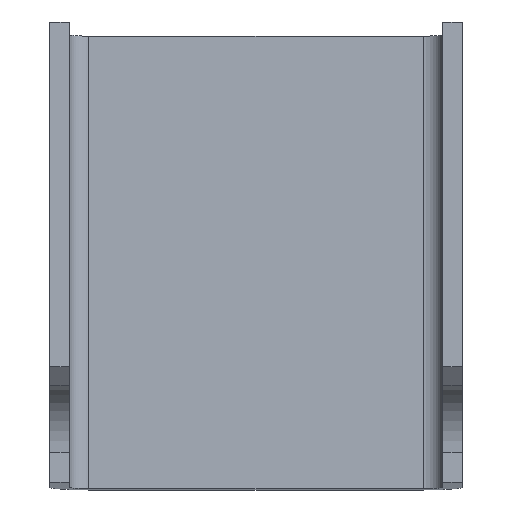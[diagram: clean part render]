
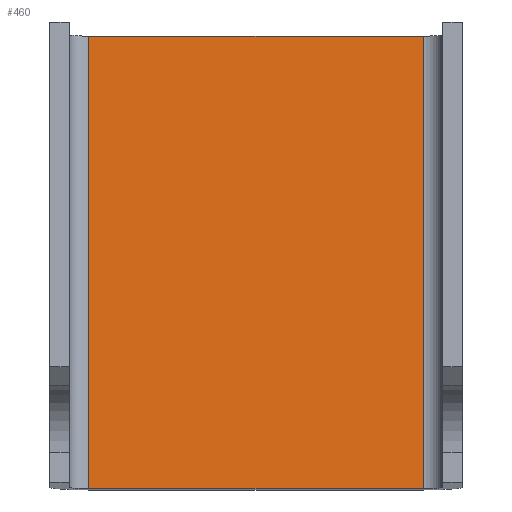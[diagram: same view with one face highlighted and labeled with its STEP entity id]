
A CAD part, top view. The second image highlights one B-rep face of the part: STEP entity #460.
In plain terms, the highlighted planar face has unit normal (0, 0.072, 0.997).
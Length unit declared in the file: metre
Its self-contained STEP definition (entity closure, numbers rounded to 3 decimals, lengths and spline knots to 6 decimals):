
#116=ORIENTED_EDGE('',*,*,#197,.F.);
#117=ORIENTED_EDGE('',*,*,#217,.T.);
#118=ORIENTED_EDGE('',*,*,#183,.F.);
#119=ORIENTED_EDGE('',*,*,#218,.F.);
#183=EDGE_CURVE('',#244,#245,#287,.T.);
#197=EDGE_CURVE('',#258,#259,#296,.F.);
#217=EDGE_CURVE('',#258,#245,#309,.T.);
#218=EDGE_CURVE('',#259,#244,#310,.T.);
#244=VERTEX_POINT('',#683);
#245=VERTEX_POINT('',#685);
#258=VERTEX_POINT('',#712);
#259=VERTEX_POINT('',#714);
#287=LINE('',#684,#329);
#296=LINE('',#713,#338);
#309=LINE('',#752,#351);
#310=LINE('',#753,#352);
#329=VECTOR('',#548,1.);
#338=VECTOR('',#569,1.);
#351=VECTOR('',#612,1.);
#352=VECTOR('',#613,1.);
#378=EDGE_LOOP('',(#116,#117,#118,#119));
#414=FACE_BOUND('',#378,.T.);
#444=PLANE('',#511);
#460=ADVANCED_FACE('',(#414),#444,.F.);
#511=AXIS2_PLACEMENT_3D('',#751,#610,#611);
#548=DIRECTION('',(1.,0.,0.));
#569=DIRECTION('',(1.,0.,0.));
#610=DIRECTION('',(0.,-0.072,-0.997));
#611=DIRECTION('',(0.,0.997,-0.072));
#612=DIRECTION('',(0.,0.997,-0.072));
#613=DIRECTION('',(0.,0.997,-0.072));
#683=CARTESIAN_POINT('',(-0.020205,-0.634308,-0.15293));
#684=CARTESIAN_POINT('',(-0.012484,-0.634308,-0.15293));
#685=CARTESIAN_POINT('',(0.020205,-0.634308,-0.15293));
#712=CARTESIAN_POINT('',(0.020205,-0.689044,-0.148954));
#713=CARTESIAN_POINT('',(-0.012484,-0.689044,-0.148954));
#714=CARTESIAN_POINT('',(-0.020205,-0.689044,-0.148954));
#751=CARTESIAN_POINT('',(-0.012484,-0.689044,-0.148954));
#752=CARTESIAN_POINT('',(0.020205,-0.689044,-0.148954));
#753=CARTESIAN_POINT('',(-0.020205,-0.689044,-0.148954));
